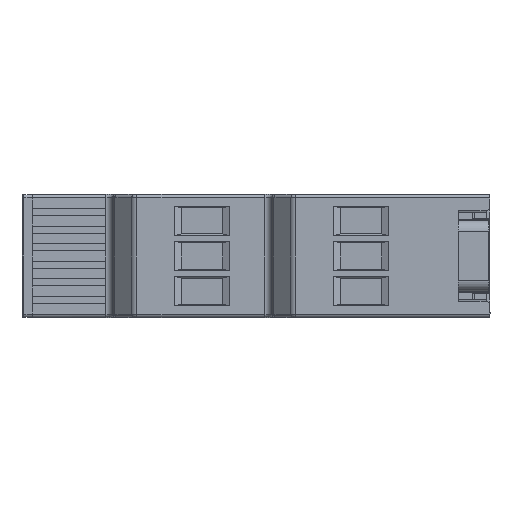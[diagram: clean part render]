
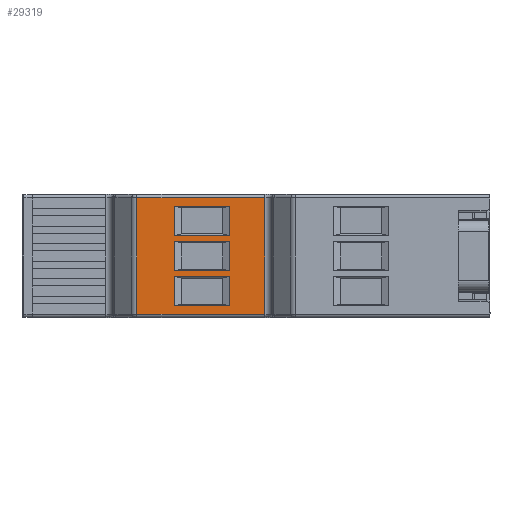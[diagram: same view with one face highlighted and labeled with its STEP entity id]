
A CAD part, left-side view. The second image highlights one B-rep face of the part: STEP entity #29319.
In plain terms, the highlighted planar face has unit normal (-1, 0, 0).
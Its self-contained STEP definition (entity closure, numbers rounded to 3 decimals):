
#251 = VERTEX_POINT ( 'NONE', #2847 ) ;
#601 = VERTEX_POINT ( 'NONE', #1629 ) ;
#669 = ORIENTED_EDGE ( 'NONE', *, *, #13991, .T. ) ;
#1213 = CARTESIAN_POINT ( 'NONE',  ( -34.25, 15.666, 1.65 ) ) ;
#1629 = CARTESIAN_POINT ( 'NONE',  ( -34.25, 15.666, 6.65 ) ) ;
#1799 = EDGE_LOOP ( 'NONE', ( #669, #23736, #16367, #11401 ) ) ;
#2554 = VERTEX_POINT ( 'NONE', #31508 ) ;
#2847 = CARTESIAN_POINT ( 'NONE',  ( -34.25, 23.566, 1.65 ) ) ;
#3058 = VECTOR ( 'NONE', #28731, 1000. ) ;
#3100 = DIRECTION ( 'NONE',  ( 0., 0., -1. ) ) ;
#3523 = CARTESIAN_POINT ( 'NONE',  ( -34.25, 10.666, 0.5 ) ) ;
#3687 = CARTESIAN_POINT ( 'NONE',  ( -34.25, 23.566, 10.85 ) ) ;
#4369 = DIRECTION ( 'NONE',  ( 0., 0., 1. ) ) ;
#4566 = LINE ( 'NONE', #18690, #12343 ) ;
#4613 = CARTESIAN_POINT ( 'NONE',  ( -34.25, 32.266, 6.65 ) ) ;
#5670 = VECTOR ( 'NONE', #20636, 1000. ) ;
#5810 = CARTESIAN_POINT ( 'NONE',  ( -34.25, 32.266, 0.5 ) ) ;
#5838 = VECTOR ( 'NONE', #19487, 1000. ) ;
#5920 = DIRECTION ( 'NONE',  ( 0., -1., 0. ) ) ;
#5960 = CARTESIAN_POINT ( 'NONE',  ( -34.25, 23.566, 11.65 ) ) ;
#5971 = LINE ( 'NONE', #25322, #28505 ) ;
#6135 = VECTOR ( 'NONE', #4369, 1000. ) ;
#6303 = EDGE_CURVE ( 'NONE', #29867, #10408, #25866, .T. ) ;
#6378 = DIRECTION ( 'NONE',  ( 0., 1., 0. ) ) ;
#6418 = ORIENTED_EDGE ( 'NONE', *, *, #22428, .T. ) ;
#7199 = DIRECTION ( 'NONE',  ( 0., 0., 1. ) ) ;
#7565 = CARTESIAN_POINT ( 'NONE',  ( -34.25, 28.852, 0. ) ) ;
#7736 = EDGE_LOOP ( 'NONE', ( #18622, #8742, #19974, #20897 ) ) ;
#7752 = CARTESIAN_POINT ( 'NONE',  ( -34.25, 23.566, 5.85 ) ) ;
#7912 = CARTESIAN_POINT ( 'NONE',  ( -34.25, 15.666, 17.5 ) ) ;
#7945 = DIRECTION ( 'NONE',  ( 0., -1., 0. ) ) ;
#8222 = LINE ( 'NONE', #9913, #27279 ) ;
#8351 = VECTOR ( 'NONE', #17147, 1000. ) ;
#8444 = EDGE_CURVE ( 'NONE', #24910, #29867, #20063, .T. ) ;
#8493 = EDGE_CURVE ( 'NONE', #11985, #16229, #4566, .T. ) ;
#8720 = LINE ( 'NONE', #17829, #14860 ) ;
#8742 = ORIENTED_EDGE ( 'NONE', *, *, #25772, .T. ) ;
#8978 = DIRECTION ( 'NONE',  ( 0., 0., 1. ) ) ;
#9158 = CARTESIAN_POINT ( 'NONE',  ( -34.25, 15.666, 17.5 ) ) ;
#9213 = ORIENTED_EDGE ( 'NONE', *, *, #6303, .T. ) ;
#9616 = LINE ( 'NONE', #12169, #6135 ) ;
#9723 = LINE ( 'NONE', #9158, #5838 ) ;
#9838 = DIRECTION ( 'NONE',  ( 0., 1., 0. ) ) ;
#9872 = VECTOR ( 'NONE', #9838, 1000. ) ;
#9913 = CARTESIAN_POINT ( 'NONE',  ( -34.25, 23.566, 17.5 ) ) ;
#10352 = DIRECTION ( 'NONE',  ( 1., 0., 0. ) ) ;
#10408 = VERTEX_POINT ( 'NONE', #12103 ) ;
#10422 = DIRECTION ( 'NONE',  ( 0., 0., -1. ) ) ;
#10483 = EDGE_CURVE ( 'NONE', #10408, #18697, #14967, .T. ) ;
#10595 = CARTESIAN_POINT ( 'NONE',  ( -34.25, 23.566, 15.85 ) ) ;
#10862 = LINE ( 'NONE', #21178, #3058 ) ;
#10898 = VERTEX_POINT ( 'NONE', #21507 ) ;
#11145 = CARTESIAN_POINT ( 'NONE',  ( -34.25, 10.666, 17.5 ) ) ;
#11401 = ORIENTED_EDGE ( 'NONE', *, *, #26597, .T. ) ;
#11659 = DIRECTION ( 'NONE',  ( 0., 1., 0. ) ) ;
#11985 = VERTEX_POINT ( 'NONE', #14100 ) ;
#12103 = CARTESIAN_POINT ( 'NONE',  ( -34.25, 28.852, 17. ) ) ;
#12169 = CARTESIAN_POINT ( 'NONE',  ( -34.25, 23.566, 17.5 ) ) ;
#12343 = VECTOR ( 'NONE', #6378, 1000. ) ;
#12523 = CARTESIAN_POINT ( 'NONE',  ( -34.25, 28.852, 17. ) ) ;
#12817 = ORIENTED_EDGE ( 'NONE', *, *, #8444, .T. ) ;
#13254 = LINE ( 'NONE', #16502, #28856 ) ;
#13522 = FACE_BOUND ( 'NONE', #1799, .T. ) ;
#13991 = EDGE_CURVE ( 'NONE', #19503, #14750, #8720, .T. ) ;
#14100 = CARTESIAN_POINT ( 'NONE',  ( -34.25, 15.666, 11.65 ) ) ;
#14287 = FACE_OUTER_BOUND ( 'NONE', #25333, .T. ) ;
#14311 = ORIENTED_EDGE ( 'NONE', *, *, #8493, .T. ) ;
#14319 = VERTEX_POINT ( 'NONE', #7752 ) ;
#14716 = VECTOR ( 'NONE', #5920, 1000. ) ;
#14750 = VERTEX_POINT ( 'NONE', #1213 ) ;
#14860 = VECTOR ( 'NONE', #3100, 1000. ) ;
#14929 = DIRECTION ( 'NONE',  ( 0., 0., -1. ) ) ;
#14967 = LINE ( 'NONE', #7565, #27112 ) ;
#15025 = LINE ( 'NONE', #22834, #30247 ) ;
#16229 = VERTEX_POINT ( 'NONE', #5960 ) ;
#16244 = CARTESIAN_POINT ( 'NONE',  ( -34.25, 28.852, 0.5 ) ) ;
#16367 = ORIENTED_EDGE ( 'NONE', *, *, #21290, .T. ) ;
#16402 = LINE ( 'NONE', #4613, #9872 ) ;
#16435 = EDGE_CURVE ( 'NONE', #14750, #251, #13254, .T. ) ;
#16502 = CARTESIAN_POINT ( 'NONE',  ( -34.25, 32.266, 1.65 ) ) ;
#16745 = EDGE_CURVE ( 'NONE', #18697, #24910, #17054, .T. ) ;
#16831 = EDGE_CURVE ( 'NONE', #16229, #21043, #10862, .T. ) ;
#17054 = LINE ( 'NONE', #5810, #14716 ) ;
#17065 = VERTEX_POINT ( 'NONE', #28976 ) ;
#17147 = DIRECTION ( 'NONE',  ( 0., 1., 0. ) ) ;
#17626 = EDGE_CURVE ( 'NONE', #17065, #25233, #9616, .T. ) ;
#17829 = CARTESIAN_POINT ( 'NONE',  ( -34.25, 15.666, 17.5 ) ) ;
#17838 = FACE_BOUND ( 'NONE', #7736, .T. ) ;
#18490 = CARTESIAN_POINT ( 'NONE',  ( -34.25, 10.666, 17. ) ) ;
#18622 = ORIENTED_EDGE ( 'NONE', *, *, #17626, .T. ) ;
#18690 = CARTESIAN_POINT ( 'NONE',  ( -34.25, 32.266, 11.65 ) ) ;
#18697 = VERTEX_POINT ( 'NONE', #16244 ) ;
#19487 = DIRECTION ( 'NONE',  ( 0., 0., -1. ) ) ;
#19503 = VERTEX_POINT ( 'NONE', #30817 ) ;
#19790 = EDGE_CURVE ( 'NONE', #21043, #10898, #15025, .T. ) ;
#19974 = ORIENTED_EDGE ( 'NONE', *, *, #20462, .T. ) ;
#20063 = LINE ( 'NONE', #11145, #29433 ) ;
#20157 = CARTESIAN_POINT ( 'NONE',  ( -34.25, 32.266, 17.5 ) ) ;
#20462 = EDGE_CURVE ( 'NONE', #2554, #601, #29744, .T. ) ;
#20636 = DIRECTION ( 'NONE',  ( 0., -1., 0. ) ) ;
#20744 = EDGE_CURVE ( 'NONE', #601, #17065, #16402, .T. ) ;
#20897 = ORIENTED_EDGE ( 'NONE', *, *, #20744, .T. ) ;
#21043 = VERTEX_POINT ( 'NONE', #10595 ) ;
#21178 = CARTESIAN_POINT ( 'NONE',  ( -34.25, 23.566, 17.5 ) ) ;
#21290 = EDGE_CURVE ( 'NONE', #251, #14319, #8222, .T. ) ;
#21507 = CARTESIAN_POINT ( 'NONE',  ( -34.25, 15.666, 15.85 ) ) ;
#21973 = LINE ( 'NONE', #23413, #5670 ) ;
#22359 = VECTOR ( 'NONE', #10422, 1000. ) ;
#22428 = EDGE_CURVE ( 'NONE', #10898, #11985, #9723, .T. ) ;
#22701 = DIRECTION ( 'NONE',  ( 0., -1., 0. ) ) ;
#22821 = PLANE ( 'NONE',  #23591 ) ;
#22834 = CARTESIAN_POINT ( 'NONE',  ( -34.25, 32.266, 15.85 ) ) ;
#22929 = ORIENTED_EDGE ( 'NONE', *, *, #19790, .T. ) ;
#23413 = CARTESIAN_POINT ( 'NONE',  ( -34.25, 32.266, 10.85 ) ) ;
#23591 = AXIS2_PLACEMENT_3D ( 'NONE', #20157, #10352, #14929 ) ;
#23736 = ORIENTED_EDGE ( 'NONE', *, *, #16435, .T. ) ;
#24910 = VERTEX_POINT ( 'NONE', #3523 ) ;
#25233 = VERTEX_POINT ( 'NONE', #3687 ) ;
#25322 = CARTESIAN_POINT ( 'NONE',  ( -34.25, 32.266, 5.85 ) ) ;
#25333 = EDGE_LOOP ( 'NONE', ( #27042, #27986, #12817, #9213 ) ) ;
#25399 = DIRECTION ( 'NONE',  ( 0., 0., -1. ) ) ;
#25772 = EDGE_CURVE ( 'NONE', #25233, #2554, #21973, .T. ) ;
#25866 = LINE ( 'NONE', #12523, #8351 ) ;
#26597 = EDGE_CURVE ( 'NONE', #14319, #19503, #5971, .T. ) ;
#27042 = ORIENTED_EDGE ( 'NONE', *, *, #10483, .T. ) ;
#27112 = VECTOR ( 'NONE', #25399, 1000. ) ;
#27279 = VECTOR ( 'NONE', #7199, 1000. ) ;
#27428 = EDGE_LOOP ( 'NONE', ( #31234, #22929, #6418, #14311 ) ) ;
#27986 = ORIENTED_EDGE ( 'NONE', *, *, #16745, .T. ) ;
#28505 = VECTOR ( 'NONE', #22701, 1000. ) ;
#28731 = DIRECTION ( 'NONE',  ( 0., 0., 1. ) ) ;
#28856 = VECTOR ( 'NONE', #11659, 1000. ) ;
#28976 = CARTESIAN_POINT ( 'NONE',  ( -34.25, 23.566, 6.65 ) ) ;
#29319 = ADVANCED_FACE ( 'NONE', ( #13522, #31082, #17838, #14287 ), #22821, .F. ) ;
#29433 = VECTOR ( 'NONE', #8978, 1000. ) ;
#29744 = LINE ( 'NONE', #7912, #22359 ) ;
#29867 = VERTEX_POINT ( 'NONE', #18490 ) ;
#30247 = VECTOR ( 'NONE', #7945, 1000. ) ;
#30817 = CARTESIAN_POINT ( 'NONE',  ( -34.25, 15.666, 5.85 ) ) ;
#31082 = FACE_BOUND ( 'NONE', #27428, .T. ) ;
#31234 = ORIENTED_EDGE ( 'NONE', *, *, #16831, .T. ) ;
#31508 = CARTESIAN_POINT ( 'NONE',  ( -34.25, 15.666, 10.85 ) ) ;
